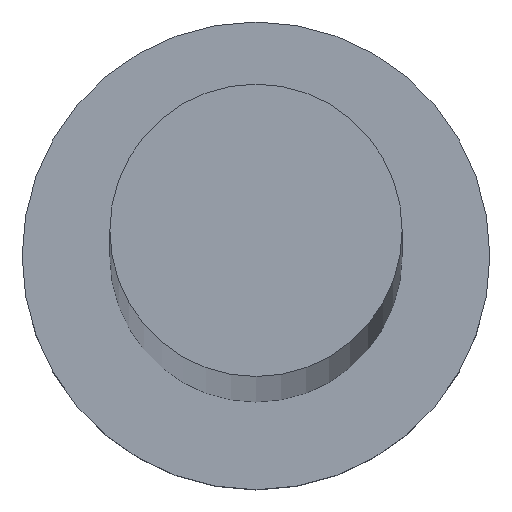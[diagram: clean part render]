
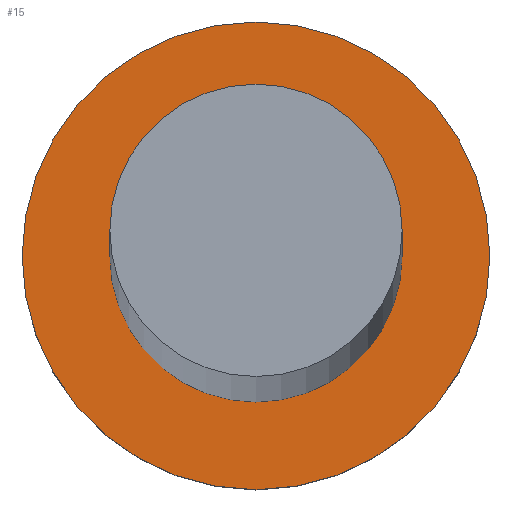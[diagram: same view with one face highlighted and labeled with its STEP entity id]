
A CAD part, top view. The second image highlights one B-rep face of the part: STEP entity #15.
In plain terms, the highlighted planar face has unit normal (0, 0, 1).
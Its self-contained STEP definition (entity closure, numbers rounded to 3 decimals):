
#2 = PLANE ( 'NONE',  #47 ) ;
#3 = AXIS2_PLACEMENT_3D ( 'NONE', #64, #69, #144 ) ;
#9 = AXIS2_PLACEMENT_3D ( 'NONE', #142, #50, #90 ) ;
#15 = ADVANCED_FACE ( 'NONE', ( #32, #112 ), #2, .T. ) ;
#17 = EDGE_LOOP ( 'NONE', ( #53, #177 ) ) ;
#19 = ORIENTED_EDGE ( 'NONE', *, *, #206, .T. ) ;
#23 = CARTESIAN_POINT ( 'NONE',  ( -5., 0., 5. ) ) ;
#30 = CIRCLE ( 'NONE', #165, 8. ) ;
#32 = FACE_BOUND ( 'NONE', #17, .T. ) ;
#47 = AXIS2_PLACEMENT_3D ( 'NONE', #76, #99, #204 ) ;
#50 = DIRECTION ( 'NONE',  ( 0., 0., 1. ) ) ;
#53 = ORIENTED_EDGE ( 'NONE', *, *, #126, .F. ) ;
#56 = VERTEX_POINT ( 'NONE', #23 ) ;
#64 = CARTESIAN_POINT ( 'NONE',  ( 0., 0., 5. ) ) ;
#69 = DIRECTION ( 'NONE',  ( 0., 0., 1. ) ) ;
#74 = VERTEX_POINT ( 'NONE', #97 ) ;
#76 = CARTESIAN_POINT ( 'NONE',  ( 0., 0., 5. ) ) ;
#90 = DIRECTION ( 'NONE',  ( 1., 0., 0. ) ) ;
#97 = CARTESIAN_POINT ( 'NONE',  ( 5., 0., 5. ) ) ;
#99 = DIRECTION ( 'NONE',  ( 0., 0., 1. ) ) ;
#112 = FACE_OUTER_BOUND ( 'NONE', #203, .T. ) ;
#125 = DIRECTION ( 'NONE',  ( 1., 0., 0. ) ) ;
#126 = EDGE_CURVE ( 'NONE', #56, #74, #128, .T. ) ;
#128 = CIRCLE ( 'NONE', #3, 5. ) ;
#142 = CARTESIAN_POINT ( 'NONE',  ( 0., 0., 5. ) ) ;
#144 = DIRECTION ( 'NONE',  ( 1., 0., 0. ) ) ;
#165 = AXIS2_PLACEMENT_3D ( 'NONE', #168, #232, #125 ) ;
#168 = CARTESIAN_POINT ( 'NONE',  ( 0., 0., 5. ) ) ;
#177 = ORIENTED_EDGE ( 'NONE', *, *, #228, .F. ) ;
#186 = VERTEX_POINT ( 'NONE', #231 ) ;
#188 = DIRECTION ( 'NONE',  ( 0., 0., 1. ) ) ;
#190 = CARTESIAN_POINT ( 'NONE',  ( 8., 0., 5. ) ) ;
#191 = VERTEX_POINT ( 'NONE', #190 ) ;
#194 = CIRCLE ( 'NONE', #9, 8. ) ;
#203 = EDGE_LOOP ( 'NONE', ( #19, #242 ) ) ;
#204 = DIRECTION ( 'NONE',  ( 1., 0., 0. ) ) ;
#205 = AXIS2_PLACEMENT_3D ( 'NONE', #229, #188, #210 ) ;
#206 = EDGE_CURVE ( 'NONE', #186, #191, #30, .T. ) ;
#210 = DIRECTION ( 'NONE',  ( 1., 0., 0. ) ) ;
#211 = EDGE_CURVE ( 'NONE', #191, #186, #194, .T. ) ;
#228 = EDGE_CURVE ( 'NONE', #74, #56, #253, .T. ) ;
#229 = CARTESIAN_POINT ( 'NONE',  ( 0., 0., 5. ) ) ;
#231 = CARTESIAN_POINT ( 'NONE',  ( -8., 0., 5. ) ) ;
#232 = DIRECTION ( 'NONE',  ( 0., 0., 1. ) ) ;
#242 = ORIENTED_EDGE ( 'NONE', *, *, #211, .T. ) ;
#253 = CIRCLE ( 'NONE', #205, 5. ) ;
